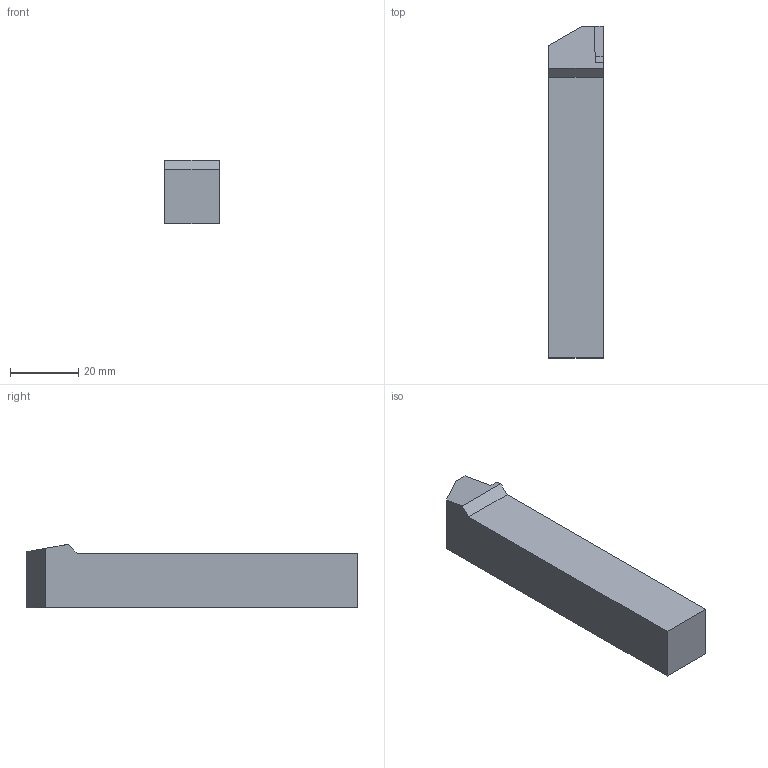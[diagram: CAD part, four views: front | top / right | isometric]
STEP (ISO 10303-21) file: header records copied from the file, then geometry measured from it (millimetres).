
FILE_DESCRIPTION((' '),'2;1');
FILE_NAME( 'Smicut_SEL1616H12.stp', '2023-05-09T14:21:28', (' '), ('--- Datakit www.datakit.com---'), ' Datakit CrossCadWare V2023.1 Dec 17 2022', 'Mastercam 2023', ' ');
FILE_SCHEMA(('AUTOMOTIVE_DESIGN { 1 0 10303 214 1 1 1 1 }'));
Length unit declared in the file: millimetre
Products named in the file (1): Smicut_SEL1616H12
Bounding box: 16 x 97.5 x 18.63 mm (x, y, z)
Volume: 24535.6 mm3; surface area: 6770.1 mm2
Topology: 1 solids, 1 shells, 24 faces, 65 edges, 42 vertices
Faces by surface type: plane 16, cylinder 6, cone 2
Entity records: 793 total; most frequent: CARTESIAN_POINT 130, DIRECTION 126, ORIENTED_EDGE 126, EDGE_CURVE 63, VECTOR 50, LINE 50, VERTEX_POINT 42, AXIS2_PLACEMENT_3D 38
